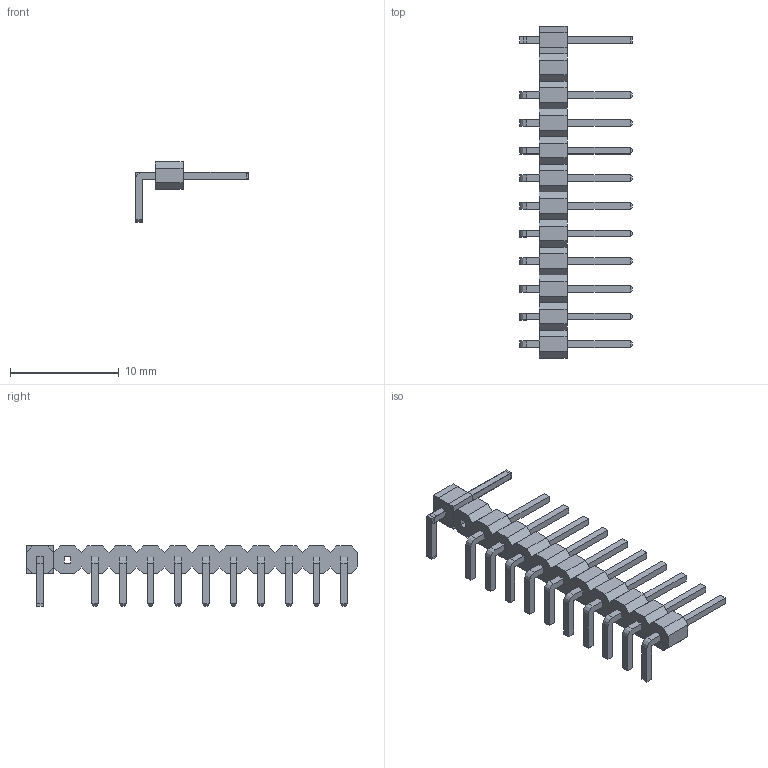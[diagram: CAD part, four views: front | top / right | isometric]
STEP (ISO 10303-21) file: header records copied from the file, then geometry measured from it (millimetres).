
FILE_DESCRIPTION(('FreeCAD Model'),'2;1');
FILE_NAME('Open CASCADE Shape Model','2025-10-28T22:55:03',(''),(''), 'Open CASCADE STEP processor 7.7','FreeCAD','Unknown');
FILE_SCHEMA(('AUTOMOTIVE_DESIGN { 1 0 10303 214 1 1 1 1 }'));
Length unit declared in the file: millimetre
Products named in the file (111): Unnamed; Body; X-axis; XY-plane; Sketch; Pad; Sketch001; Pocket; Chamfer; LinearPattern; Pin001; Sketch002; Pad001; Pad002; Sketch003; Pad003; Chamfer001; Chamfer002; Fillet; Sketch004; Sketch005; Pin003; Chamfer005; Chamfer006; Fillet002; Pad007; Pad008; Pad009; Sketch006; Sketch007; Pin004; Chamfer007; Chamfer008; Fillet003; Pad010; Pad011; Pad012; Sketch008; Sketch009; Pin005 ...
Assembly tree (180 placements, depth 2):
  Unnamed
    Body
    X-axis  x36
    XY-plane  x36
    Sketch
    Pad
    Sketch001
    Pocket
    Chamfer
    LinearPattern
    Pin001
    Sketch002
    Pad001
    Pad002
    Sketch003
    Pad003
    Chamfer001
    Chamfer002
    Fillet
    Sketch004
    Sketch005
    Pin003
    Chamfer005
    Chamfer006
    Fillet002
    Pad007
    Pad008
    Pad009
    Sketch006
    Sketch007
    Pin004
    Chamfer007
    Chamfer008
    Fillet003
    Pad010
    Pad011
    Pad012
    Sketch008
    Sketch009
    Pin005
    Chamfer009
    Chamfer010
    Fillet004
    Pad013
    Pad014
    Pad015
    Sketch010
    Sketch011
    Pin006
    Chamfer011
    Chamfer012
    Fillet005
    Pad016
    Pad017
    Pad018
    Sketch012
    Sketch013
    Pin007
    Chamfer013
    Chamfer014
Bounding box: 10.36 x 30.48 x 5.54 mm (x, y, z)
Volume: 779.4 mm3; surface area: 3532.9 mm2
Topology: 82 solids, 82 shells, 1180 faces, 2880 edges, 1932 vertices
Faces by surface type: plane 1158, cylinder 22
Entity records: 36781 total; most frequent: CARTESIAN_POINT 6138, DIRECTION 5611, ORIENTED_EDGE 5480, LINE 2801, VECTOR 2801, EDGE_CURVE 2740, VERTEX_POINT 1724, AXIS2_PLACEMENT_3D 1405
